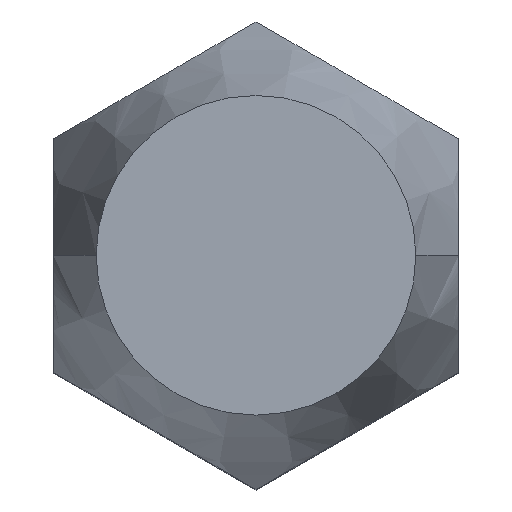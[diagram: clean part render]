
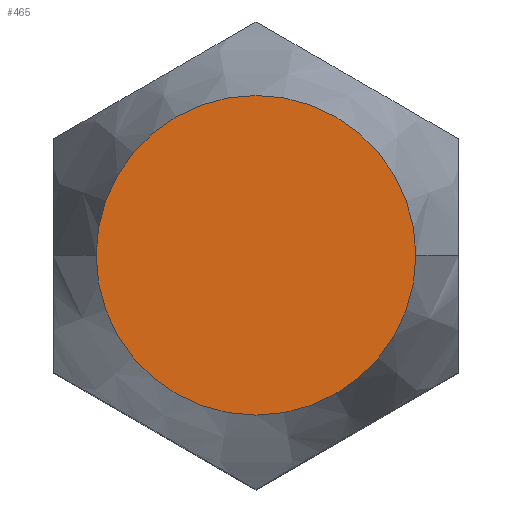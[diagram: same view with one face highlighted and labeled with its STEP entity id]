
A CAD part, top view. The second image highlights one B-rep face of the part: STEP entity #465.
In plain terms, the highlighted planar face has unit normal (0, 0, 1).
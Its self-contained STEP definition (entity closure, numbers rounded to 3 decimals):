
#41 = CIRCLE ( 'NONE', #575, 7.5 ) ;
#64 = CARTESIAN_POINT ( 'NONE',  ( -7.5, 0., 25. ) ) ;
#66 = EDGE_LOOP ( 'NONE', ( #337, #759 ) ) ;
#76 = CARTESIAN_POINT ( 'NONE',  ( 0., 0., 25. ) ) ;
#77 = DIRECTION ( 'NONE',  ( 1., 0., 0. ) ) ;
#137 = DIRECTION ( 'NONE',  ( 0., 0., 1. ) ) ;
#192 = EDGE_CURVE ( 'NONE', #444, #356, #41, .T. ) ;
#193 = DIRECTION ( 'NONE',  ( 0., 0., 1. ) ) ;
#320 = FACE_OUTER_BOUND ( 'NONE', #66, .T. ) ;
#337 = ORIENTED_EDGE ( 'NONE', *, *, #192, .T. ) ;
#356 = VERTEX_POINT ( 'NONE', #820 ) ;
#397 = AXIS2_PLACEMENT_3D ( 'NONE', #704, #829, #434 ) ;
#434 = DIRECTION ( 'NONE',  ( 1., 0., 0. ) ) ;
#444 = VERTEX_POINT ( 'NONE', #64 ) ;
#454 = EDGE_CURVE ( 'NONE', #356, #444, #691, .T. ) ;
#455 = CARTESIAN_POINT ( 'NONE',  ( 0., 0., 25. ) ) ;
#465 = ADVANCED_FACE ( 'NONE', ( #320 ), #580, .T. ) ;
#575 = AXIS2_PLACEMENT_3D ( 'NONE', #455, #137, #77 ) ;
#580 = PLANE ( 'NONE',  #397 ) ;
#630 = AXIS2_PLACEMENT_3D ( 'NONE', #76, #193, #699 ) ;
#691 = CIRCLE ( 'NONE', #630, 7.5 ) ;
#699 = DIRECTION ( 'NONE',  ( 1., 0., 0. ) ) ;
#704 = CARTESIAN_POINT ( 'NONE',  ( 0., 0., 25. ) ) ;
#759 = ORIENTED_EDGE ( 'NONE', *, *, #454, .T. ) ;
#820 = CARTESIAN_POINT ( 'NONE',  ( 7.5, 0., 25. ) ) ;
#829 = DIRECTION ( 'NONE',  ( 0., 0., 1. ) ) ;
